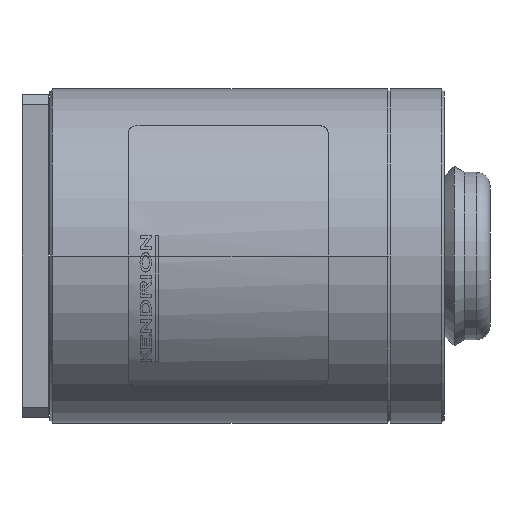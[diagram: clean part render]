
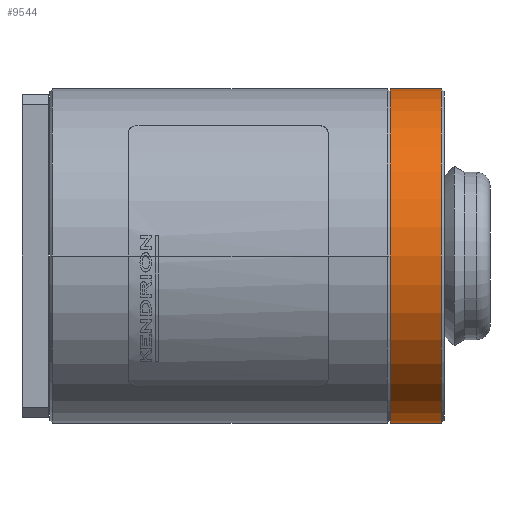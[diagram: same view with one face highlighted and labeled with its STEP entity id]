
A CAD part, front view. The second image highlights one B-rep face of the part: STEP entity #9544.
In plain terms, the highlighted cylindrical face has radius 31 mm (diameter 62 mm), a partial arc.
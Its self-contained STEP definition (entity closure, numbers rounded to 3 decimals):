
#506 = VERTEX_POINT ( 'NONE', #13595 ) ;
#593 = CARTESIAN_POINT ( 'NONE',  ( 22.943, 0., 31. ) ) ;
#711 = ORIENTED_EDGE ( 'NONE', *, *, #6087, .F. ) ;
#730 = DIRECTION ( 'NONE',  ( -1., 0., 0. ) ) ;
#919 = CARTESIAN_POINT ( 'NONE',  ( 72.55, 0., 0. ) ) ;
#1141 = FACE_OUTER_BOUND ( 'NONE', #12298, .T. ) ;
#3142 = DIRECTION ( 'NONE',  ( -1., 0., 0. ) ) ;
#3233 = AXIS2_PLACEMENT_3D ( 'NONE', #919, #730, #11286 ) ;
#3543 = VERTEX_POINT ( 'NONE', #6234 ) ;
#3791 = EDGE_CURVE ( 'NONE', #3543, #8095, #9307, .T. ) ;
#4041 = ORIENTED_EDGE ( 'NONE', *, *, #8999, .F. ) ;
#4666 = EDGE_CURVE ( 'NONE', #8095, #506, #5943, .T. ) ;
#5635 = DIRECTION ( 'NONE',  ( -1., 0., 0. ) ) ;
#5943 = LINE ( 'NONE', #593, #9490 ) ;
#6087 = EDGE_CURVE ( 'NONE', #15310, #506, #16566, .T. ) ;
#6118 = CARTESIAN_POINT ( 'NONE',  ( 63.05, 0., -31. ) ) ;
#6234 = CARTESIAN_POINT ( 'NONE',  ( 72.55, 0., -31. ) ) ;
#8095 = VERTEX_POINT ( 'NONE', #16367 ) ;
#8437 = ORIENTED_EDGE ( 'NONE', *, *, #4666, .T. ) ;
#8581 = VECTOR ( 'NONE', #14010, 1000. ) ;
#8601 = AXIS2_PLACEMENT_3D ( 'NONE', #17858, #5635, #13228 ) ;
#8999 = EDGE_CURVE ( 'NONE', #3543, #15310, #13112, .T. ) ;
#9307 = CIRCLE ( 'NONE', #3233, 31. ) ;
#9490 = VECTOR ( 'NONE', #11361, 1000. ) ;
#9544 = ADVANCED_FACE ( 'NONE', ( #1141 ), #12268, .T. ) ;
#11286 = DIRECTION ( 'NONE',  ( 0., 0., 1. ) ) ;
#11361 = DIRECTION ( 'NONE',  ( -1., 0., 0. ) ) ;
#12268 = CYLINDRICAL_SURFACE ( 'NONE', #13038, 31. ) ;
#12298 = EDGE_LOOP ( 'NONE', ( #4041, #15655, #8437, #711 ) ) ;
#13038 = AXIS2_PLACEMENT_3D ( 'NONE', #15284, #3142, #16810 ) ;
#13112 = LINE ( 'NONE', #14137, #8581 ) ;
#13228 = DIRECTION ( 'NONE',  ( 0., 0., 1. ) ) ;
#13595 = CARTESIAN_POINT ( 'NONE',  ( 63.05, 0., 31. ) ) ;
#14010 = DIRECTION ( 'NONE',  ( -1., 0., 0. ) ) ;
#14137 = CARTESIAN_POINT ( 'NONE',  ( 22.943, 0., -31. ) ) ;
#15284 = CARTESIAN_POINT ( 'NONE',  ( 22.943, 0., 0. ) ) ;
#15310 = VERTEX_POINT ( 'NONE', #6118 ) ;
#15655 = ORIENTED_EDGE ( 'NONE', *, *, #3791, .T. ) ;
#16367 = CARTESIAN_POINT ( 'NONE',  ( 72.55, 0., 31. ) ) ;
#16566 = CIRCLE ( 'NONE', #8601, 31. ) ;
#16810 = DIRECTION ( 'NONE',  ( 0., 0., 1. ) ) ;
#17858 = CARTESIAN_POINT ( 'NONE',  ( 63.05, 0., 0. ) ) ;
